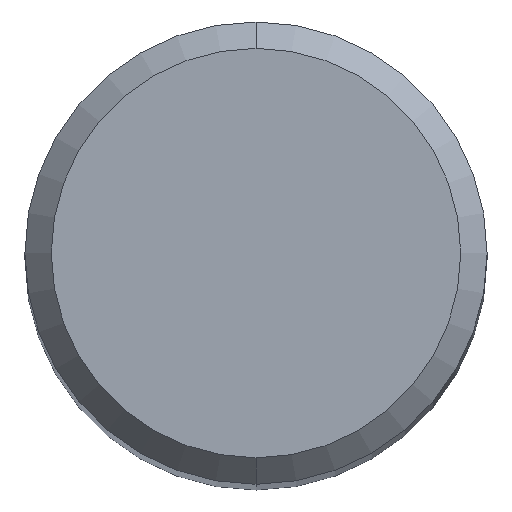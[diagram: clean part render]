
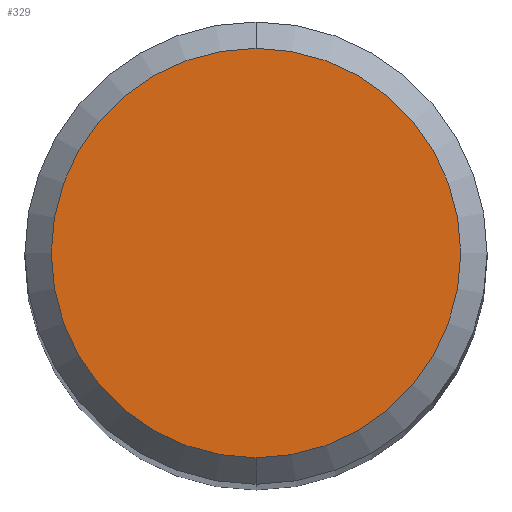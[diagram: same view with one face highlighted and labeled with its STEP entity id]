
A CAD part, top view. The second image highlights one B-rep face of the part: STEP entity #329.
In plain terms, the highlighted planar face has unit normal (0, 0, 1).
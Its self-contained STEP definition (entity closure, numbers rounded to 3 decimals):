
#329=ADVANCED_FACE('',(#901),#902,.T.);
#353=EDGE_CURVE('',#387,#455,#927,.T.);
#387=VERTEX_POINT('',#963);
#455=VERTEX_POINT('',#1038);
#461=EDGE_CURVE('',#455,#387,#1045,.T.);
#901=FACE_OUTER_BOUND('',#1541,.T.);
#902=PLANE('',#1542);
#927=CIRCLE('',#1601,3.1);
#963=CARTESIAN_POINT('',(0.,-3.1,0.0));
#1038=CARTESIAN_POINT('',(0.0,3.1,0.0));
#1045=CIRCLE('',#2541,3.1);
#1541=EDGE_LOOP('',(#5831,#5832));
#1542=AXIS2_PLACEMENT_3D('',#5833,#5834,#5835);
#1601=AXIS2_PLACEMENT_3D('',#5851,#5852,#5853);
#2541=AXIS2_PLACEMENT_3D('',#5988,#5989,#5990);
#5831=ORIENTED_EDGE('',*,*,#461,.F.);
#5832=ORIENTED_EDGE('',*,*,#353,.F.);
#5833=CARTESIAN_POINT('',(0.0,1.55,0.0));
#5834=DIRECTION('',(-0.0,0.0,1.0));
#5835=DIRECTION('',(0.0,-1.0,0.0));
#5851=CARTESIAN_POINT('',(0.0,0.0,0.0));
#5852=DIRECTION('',(0.0,0.0,-1.0));
#5853=DIRECTION('',(0.0,1.0,0.0));
#5988=CARTESIAN_POINT('',(0.0,0.0,0.0));
#5989=DIRECTION('',(0.0,0.0,-1.0));
#5990=DIRECTION('',(0.0,1.0,0.0));
